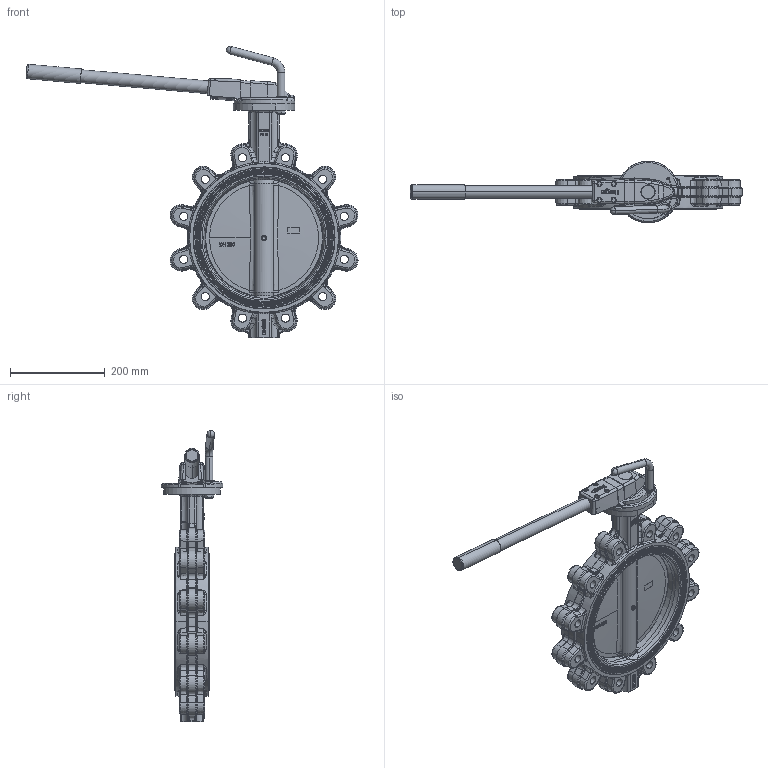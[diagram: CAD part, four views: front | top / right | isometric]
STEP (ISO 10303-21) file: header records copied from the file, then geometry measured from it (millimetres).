
FILE_DESCRIPTION (( 'STEP AP214' ), '1' );
FILE_NAME ('AK210-DN250-PN-10-Handhebel-Regulierhebel-Fergo.STEP', '2022-09-08T07:44:09', ( '' ), ( '' ), 'SwSTEP 2.0', 'SolidWorks 2022', '' );
FILE_SCHEMA (( 'AUTOMOTIVE_DESIGN' ));
Length unit declared in the file: millimetre
Products named in the file (1): AK210-DN250-PN-10-Handhebel-Regulierhebel-Fergo
Bounding box: 699.59 x 129.85 x 613.46 mm (x, y, z)
Volume: 4903078 mm3; surface area: 630662 mm2
Topology: 2 solids, 4 shells, 2210 faces, 5641 edges, 3456 vertices
Faces by surface type: plane 691, cylinder 524, bspline 524, torus 286, cone 171, sphere 14
Entity records: 115328 total; most frequent: CARTESIAN_POINT 44913, ORIENTED_EDGE 11146, DIRECTION 9202, EDGE_CURVE 5573, AXIS2_PLACEMENT_3D 3555, VERTEX_POINT 3454, EDGE_LOOP 2375, FACE_OUTER_BOUND 2210
